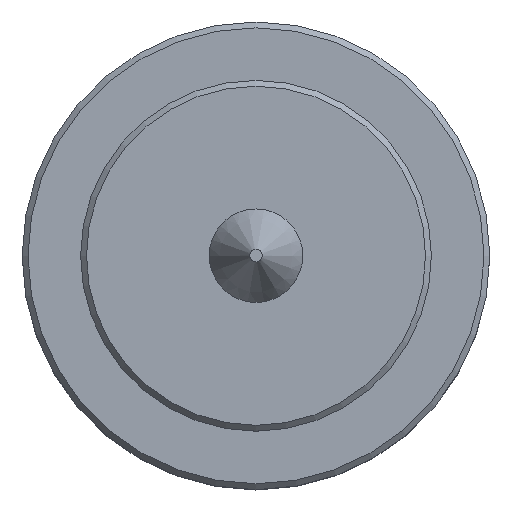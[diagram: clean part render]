
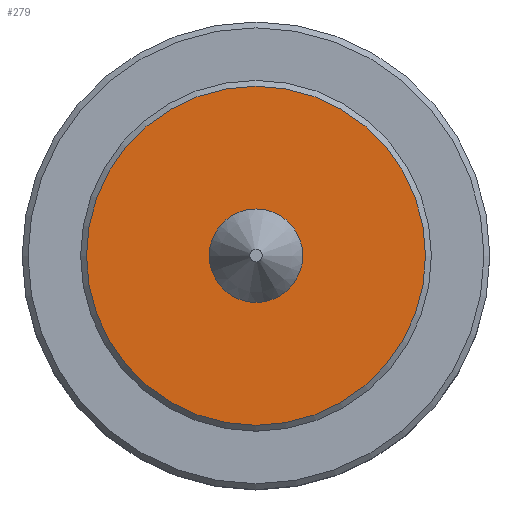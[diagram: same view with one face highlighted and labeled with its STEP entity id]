
A CAD part, top view. The second image highlights one B-rep face of the part: STEP entity #279.
In plain terms, the highlighted planar face has unit normal (0, 0, 1).
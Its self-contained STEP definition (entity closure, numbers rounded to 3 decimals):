
#207=PLANE('',#1208);
#279=ADVANCED_FACE('',(#349),#207,.F.);
#349=FACE_OUTER_BOUND('',#449,.T.);
#449=EDGE_LOOP('',(#761));
#528=CIRCLE('',#1207,14.5);
#761=ORIENTED_EDGE('',*,*,#996,.T.);
#871=VERTEX_POINT('',#1900);
#996=EDGE_CURVE('',#871,#871,#528,.T.);
#1207=AXIS2_PLACEMENT_3D('',#1899,#1517,#1518);
#1208=AXIS2_PLACEMENT_3D('',#1901,#1519,#1520);
#1517=DIRECTION('',(0.,0.,1.));
#1518=DIRECTION('',(-1.,0.,0.));
#1519=DIRECTION('',(0.,0.,-1.));
#1520=DIRECTION('',(1.,0.,0.));
#1899=CARTESIAN_POINT('',(0.,0.,20.));
#1900=CARTESIAN_POINT('',(-14.5,0.,20.));
#1901=CARTESIAN_POINT('',(15.,0.,20.));
